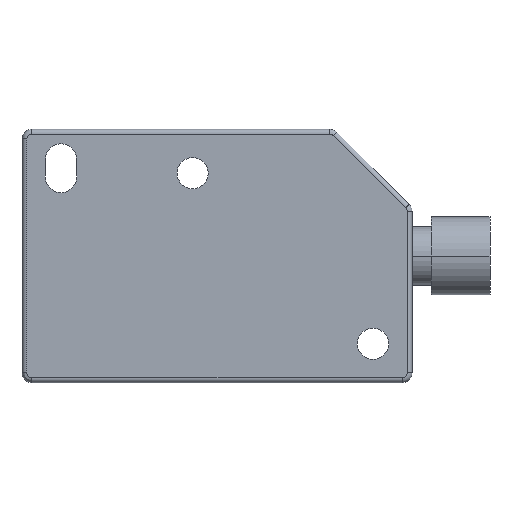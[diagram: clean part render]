
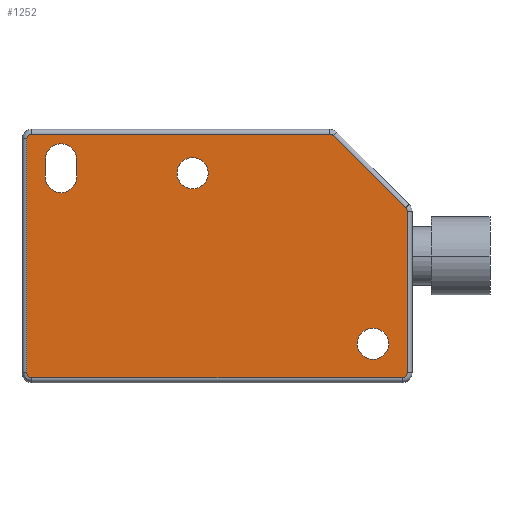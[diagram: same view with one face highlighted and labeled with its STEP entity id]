
A CAD part, left-side view. The second image highlights one B-rep face of the part: STEP entity #1252.
In plain terms, the highlighted planar face has unit normal (-1, 0, 0).
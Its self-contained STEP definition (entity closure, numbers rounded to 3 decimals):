
#56=CARTESIAN_POINT('',(-6.,36.,-3.1));
#57=DIRECTION('',(1.,0.,0.));
#58=DIRECTION('',(0.,1.,0.));
#59=AXIS2_PLACEMENT_3D('',#56,#57,#58);
#65=DIRECTION('',(0.,0.,1.));
#66=VECTOR('',#65,1.8);
#67=CARTESIAN_POINT('',(-6.,37.6,-4.9));
#68=LINE('',#67,#66);
#72=CARTESIAN_POINT('',(-6.,36.,-4.9));
#73=DIRECTION('',(1.,0.,0.));
#74=DIRECTION('',(0.,-1.,0.));
#75=AXIS2_PLACEMENT_3D('',#72,#73,#74);
#80=DIRECTION('',(0.,0.,-1.));
#81=VECTOR('',#80,1.8);
#82=CARTESIAN_POINT('',(-6.,34.4,-3.1));
#83=LINE('',#82,#81);
#87=CARTESIAN_POINT('',(-6.,4.,-22.));
#88=DIRECTION('',(1.,0.,0.));
#89=DIRECTION('',(0.,0.,-1.));
#90=AXIS2_PLACEMENT_3D('',#87,#88,#89);
#95=CARTESIAN_POINT('',(-6.,4.,-22.));
#96=DIRECTION('',(1.,0.,0.));
#97=DIRECTION('',(0.,0.,1.));
#98=AXIS2_PLACEMENT_3D('',#95,#96,#97);
#103=CARTESIAN_POINT('',(-6.,22.5,-4.5));
#104=DIRECTION('',(1.,0.,0.));
#105=DIRECTION('',(0.,0.,-1.));
#106=AXIS2_PLACEMENT_3D('',#103,#104,#105);
#111=CARTESIAN_POINT('',(-6.,22.5,-4.5));
#112=DIRECTION('',(1.,0.,0.));
#113=DIRECTION('',(0.,0.,1.));
#114=AXIS2_PLACEMENT_3D('',#111,#112,#113);
#119=CARTESIAN_POINT('',(-6.,1.,-25.));
#120=DIRECTION('',(-1.,0.,0.));
#121=DIRECTION('',(0.,0.,-1.));
#122=AXIS2_PLACEMENT_3D('',#119,#120,#121);
#127=DIRECTION('',(0.,-1.,0.));
#128=VECTOR('',#127,38.);
#129=CARTESIAN_POINT('',(-6.,39.,-25.5));
#130=LINE('',#129,#128);
#134=CARTESIAN_POINT('',(-6.,39.,-25.));
#135=DIRECTION('',(-1.,0.,0.));
#136=DIRECTION('',(0.,1.,0.));
#137=AXIS2_PLACEMENT_3D('',#134,#135,#136);
#142=DIRECTION('',(0.,0.,-1.));
#143=VECTOR('',#142,24.);
#144=CARTESIAN_POINT('',(-6.,39.5,-1.));
#145=LINE('',#144,#143);
#149=CARTESIAN_POINT('',(-6.,39.,-1.));
#150=DIRECTION('',(-1.,0.,0.));
#151=DIRECTION('',(0.,0.,1.));
#152=AXIS2_PLACEMENT_3D('',#149,#150,#151);
#157=DIRECTION('',(0.,1.,0.));
#158=VECTOR('',#157,30.586);
#159=CARTESIAN_POINT('',(-6.,8.414,-0.5));
#160=LINE('',#159,#158);
#164=CARTESIAN_POINT('',(-6.,8.414,-1.));
#165=DIRECTION('',(-1.,0.,0.));
#166=DIRECTION('',(0.,-0.707,0.707));
#167=AXIS2_PLACEMENT_3D('',#164,#165,#166);
#172=DIRECTION('',(0.,0.707,0.707));
#173=VECTOR('',#172,10.485);
#174=CARTESIAN_POINT('',(-6.,0.646,-8.061));
#175=LINE('',#174,#173);
#179=CARTESIAN_POINT('',(-6.,1.,-8.414));
#180=DIRECTION('',(-1.,0.,0.));
#181=DIRECTION('',(0.,-1.,0.));
#182=AXIS2_PLACEMENT_3D('',#179,#180,#181);
#187=DIRECTION('',(0.,0.,1.));
#188=VECTOR('',#187,16.586);
#189=CARTESIAN_POINT('',(-6.,0.5,-25.));
#190=LINE('',#189,#188);
#1043=CARTESIAN_POINT('',(-6.,37.6,-3.1));
#1044=CARTESIAN_POINT('',(-6.,34.4,-3.1));
#1045=VERTEX_POINT('',#1043);
#1046=VERTEX_POINT('',#1044);
#1047=CARTESIAN_POINT('',(-6.,34.4,-4.9));
#1048=VERTEX_POINT('',#1047);
#1049=CARTESIAN_POINT('',(-6.,37.6,-4.9));
#1050=VERTEX_POINT('',#1049);
#1059=CARTESIAN_POINT('',(-6.,4.,-23.6));
#1060=CARTESIAN_POINT('',(-6.,4.,-20.4));
#1061=VERTEX_POINT('',#1059);
#1062=VERTEX_POINT('',#1060);
#1107=CARTESIAN_POINT('',(-6.,1.,-25.5));
#1108=CARTESIAN_POINT('',(-6.,0.5,-25.));
#1109=VERTEX_POINT('',#1107);
#1110=VERTEX_POINT('',#1108);
#1115=CARTESIAN_POINT('',(-6.,39.,-25.5));
#1116=VERTEX_POINT('',#1115);
#1119=CARTESIAN_POINT('',(-6.,39.5,-25.));
#1120=VERTEX_POINT('',#1119);
#1125=CARTESIAN_POINT('',(-6.,39.5,-1.));
#1126=VERTEX_POINT('',#1125);
#1127=CARTESIAN_POINT('',(-6.,39.,-0.5));
#1128=VERTEX_POINT('',#1127);
#1131=CARTESIAN_POINT('',(-6.,8.414,-0.5));
#1132=VERTEX_POINT('',#1131);
#1135=CARTESIAN_POINT('',(-6.,8.061,-0.646));
#1136=VERTEX_POINT('',#1135);
#1139=CARTESIAN_POINT('',(-6.,0.646,-8.061));
#1140=VERTEX_POINT('',#1139);
#1143=CARTESIAN_POINT('',(-6.,0.5,-8.414));
#1144=VERTEX_POINT('',#1143);
#1195=CARTESIAN_POINT('',(-6.,22.5,-6.1));
#1196=CARTESIAN_POINT('',(-6.,22.5,-2.9));
#1197=VERTEX_POINT('',#1195);
#1198=VERTEX_POINT('',#1196);
#1203=CARTESIAN_POINT('',(-6.,0.,0.));
#1204=DIRECTION('',(1.,0.,0.));
#1205=DIRECTION('',(0.,0.,-1.));
#1206=AXIS2_PLACEMENT_3D('',#1203,#1204,#1205);
#1207=PLANE('',#1206);
#1209=ORIENTED_EDGE('',*,*,#1208,.F.);
#1211=ORIENTED_EDGE('',*,*,#1210,.F.);
#1213=ORIENTED_EDGE('',*,*,#1212,.F.);
#1215=ORIENTED_EDGE('',*,*,#1214,.F.);
#1217=ORIENTED_EDGE('',*,*,#1216,.F.);
#1219=ORIENTED_EDGE('',*,*,#1218,.F.);
#1221=ORIENTED_EDGE('',*,*,#1220,.F.);
#1223=ORIENTED_EDGE('',*,*,#1222,.F.);
#1225=ORIENTED_EDGE('',*,*,#1224,.F.);
#1227=ORIENTED_EDGE('',*,*,#1226,.F.);
#1228=EDGE_LOOP('',(#1209,#1211,#1213,#1215,#1217,#1219,#1221,#1223,#1225,
#1227));
#1229=FACE_OUTER_BOUND('',#1228,.F.);
#1231=ORIENTED_EDGE('',*,*,#1230,.F.);
#1233=ORIENTED_EDGE('',*,*,#1232,.F.);
#1235=ORIENTED_EDGE('',*,*,#1234,.F.);
#1237=ORIENTED_EDGE('',*,*,#1236,.F.);
#1238=EDGE_LOOP('',(#1231,#1233,#1235,#1237));
#1239=FACE_BOUND('',#1238,.F.);
#1241=ORIENTED_EDGE('',*,*,#1240,.F.);
#1243=ORIENTED_EDGE('',*,*,#1242,.F.);
#1244=EDGE_LOOP('',(#1241,#1243));
#1245=FACE_BOUND('',#1244,.F.);
#1247=ORIENTED_EDGE('',*,*,#1246,.F.);
#1249=ORIENTED_EDGE('',*,*,#1248,.F.);
#1250=EDGE_LOOP('',(#1247,#1249));
#1251=FACE_BOUND('',#1250,.F.);
#1252=ADVANCED_FACE('',(#1229,#1239,#1245,#1251),#1207,.F.);
#60=CIRCLE('',#59,1.6);
#76=CIRCLE('',#75,1.6);
#91=CIRCLE('',#90,1.6);
#99=CIRCLE('',#98,1.6);
#107=CIRCLE('',#106,1.6);
#115=CIRCLE('',#114,1.6);
#123=CIRCLE('',#122,0.5);
#138=CIRCLE('',#137,0.5);
#153=CIRCLE('',#152,0.5);
#168=CIRCLE('',#167,0.5);
#183=CIRCLE('',#182,0.5);
#1208=EDGE_CURVE('',#1109,#1110,#123,.T.);
#1210=EDGE_CURVE('',#1116,#1109,#130,.T.);
#1212=EDGE_CURVE('',#1120,#1116,#138,.T.);
#1214=EDGE_CURVE('',#1126,#1120,#145,.T.);
#1216=EDGE_CURVE('',#1128,#1126,#153,.T.);
#1218=EDGE_CURVE('',#1132,#1128,#160,.T.);
#1220=EDGE_CURVE('',#1136,#1132,#168,.T.);
#1222=EDGE_CURVE('',#1140,#1136,#175,.T.);
#1224=EDGE_CURVE('',#1144,#1140,#183,.T.);
#1226=EDGE_CURVE('',#1110,#1144,#190,.T.);
#1230=EDGE_CURVE('',#1045,#1046,#60,.T.);
#1232=EDGE_CURVE('',#1050,#1045,#68,.T.);
#1234=EDGE_CURVE('',#1048,#1050,#76,.T.);
#1236=EDGE_CURVE('',#1046,#1048,#83,.T.);
#1240=EDGE_CURVE('',#1061,#1062,#91,.T.);
#1242=EDGE_CURVE('',#1062,#1061,#99,.T.);
#1246=EDGE_CURVE('',#1197,#1198,#107,.T.);
#1248=EDGE_CURVE('',#1198,#1197,#115,.T.);
